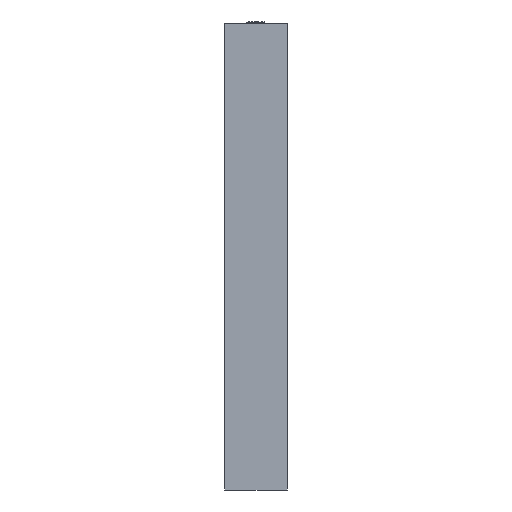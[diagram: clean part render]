
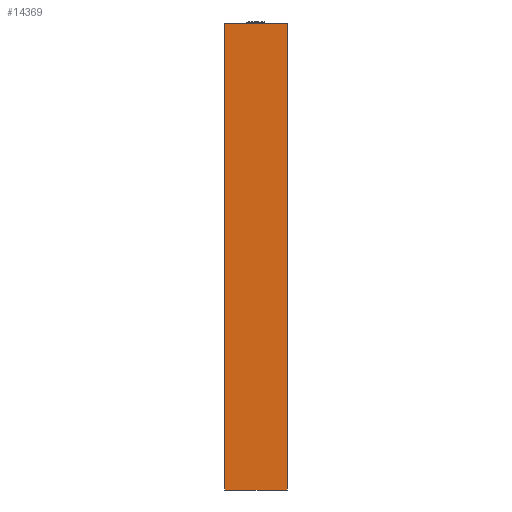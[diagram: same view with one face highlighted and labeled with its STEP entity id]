
A CAD part, left-side view. The second image highlights one B-rep face of the part: STEP entity #14369.
In plain terms, the highlighted planar face has unit normal (-1, 0, 0).
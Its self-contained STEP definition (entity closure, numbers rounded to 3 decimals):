
#5 = ORIENTED_EDGE ( 'NONE', *, *, #23075, .F. ) ;
#14349 = EDGE_LOOP ( 'NONE', ( #5, #41445, #41441, #41437 ) ) ;
#14366 = EDGE_CURVE ( 'NONE', #41418, #26940, #36778, .T. ) ;
#14369 = ADVANCED_FACE ( 'NONE', ( #36808 ), #36807, .T. ) ;
#14413 = EDGE_CURVE ( 'NONE', #14414, #23071, #37031, .T. ) ;
#14414 = VERTEX_POINT ( 'NONE', #37026 ) ;
#23071 = VERTEX_POINT ( 'NONE', #39958 ) ;
#23075 = EDGE_CURVE ( 'NONE', #26940, #23071, #39957, .T. ) ;
#26940 = VERTEX_POINT ( 'NONE', #40288 ) ;
#36775 = DIRECTION ( 'NONE',  ( 0., -1., 0. ) ) ;
#36776 = VECTOR ( 'NONE', #36775, 39.37 ) ;
#36777 = CARTESIAN_POINT ( 'NONE',  ( -16.455, 3.74, 13.955 ) ) ;
#36778 = LINE ( 'NONE', #36777, #36776 ) ;
#36803 = DIRECTION ( 'NONE',  ( 0., 0., 1. ) ) ;
#36804 = DIRECTION ( 'NONE',  ( -1., 0., 0. ) ) ;
#36805 = CARTESIAN_POINT ( 'NONE',  ( -16.455, 3.74, 13.955 ) ) ;
#36806 = AXIS2_PLACEMENT_3D ( 'NONE', #36805, #36804, #36803 ) ;
#36807 = PLANE ( 'NONE',  #36806 ) ;
#36808 = FACE_OUTER_BOUND ( 'NONE', #14349, .T. ) ;
#37026 = CARTESIAN_POINT ( 'NONE',  ( -16.455, 3.74, -13.955 ) ) ;
#37028 = DIRECTION ( 'NONE',  ( 0., -1., 0. ) ) ;
#37029 = VECTOR ( 'NONE', #37028, 39.37 ) ;
#37030 = CARTESIAN_POINT ( 'NONE',  ( -16.455, 3.74, -13.955 ) ) ;
#37031 = LINE ( 'NONE', #37030, #37029 ) ;
#39954 = DIRECTION ( 'NONE',  ( 0., 0., -1. ) ) ;
#39955 = VECTOR ( 'NONE', #39954, 39.37 ) ;
#39956 = CARTESIAN_POINT ( 'NONE',  ( -16.455, 0., 13.955 ) ) ;
#39957 = LINE ( 'NONE', #39956, #39955 ) ;
#39958 = CARTESIAN_POINT ( 'NONE',  ( -16.455, 0., -13.955 ) ) ;
#40288 = CARTESIAN_POINT ( 'NONE',  ( -16.455, 0., 13.955 ) ) ;
#41087 = CARTESIAN_POINT ( 'NONE',  ( -16.455, 3.74, 13.955 ) ) ;
#41128 = DIRECTION ( 'NONE',  ( 0., 0., -1. ) ) ;
#41129 = VECTOR ( 'NONE', #41128, 39.37 ) ;
#41130 = CARTESIAN_POINT ( 'NONE',  ( -16.455, 3.74, 13.955 ) ) ;
#41131 = LINE ( 'NONE', #41130, #41129 ) ;
#41418 = VERTEX_POINT ( 'NONE', #41087 ) ;
#41437 = ORIENTED_EDGE ( 'NONE', *, *, #14413, .T. ) ;
#41438 = EDGE_CURVE ( 'NONE', #41418, #14414, #41131, .T. ) ;
#41441 = ORIENTED_EDGE ( 'NONE', *, *, #41438, .T. ) ;
#41445 = ORIENTED_EDGE ( 'NONE', *, *, #14366, .F. ) ;
